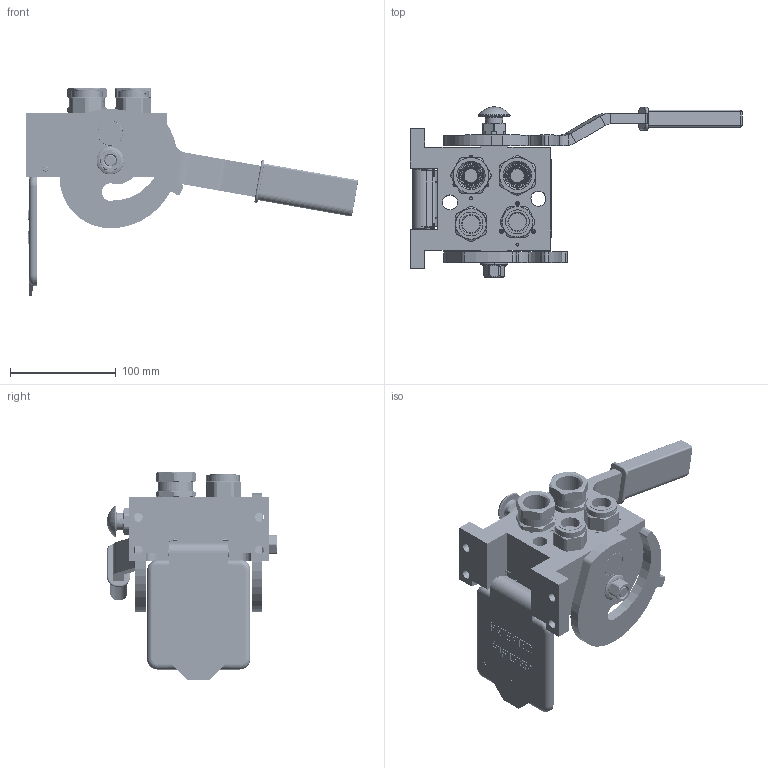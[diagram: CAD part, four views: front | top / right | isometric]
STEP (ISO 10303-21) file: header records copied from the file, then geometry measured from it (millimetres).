
FILE_DESCRIPTION (( 'STEP AP214' ), '1' );
FILE_NAME ('FASTER.step', '2026-02-24T09:30:14', ( '' ), ( '' ), 'SwSTEP 2.0', 'SolidWorks 2017', '' );
FILE_SCHEMA (( 'AUTOMOTIVE_DESIGN' ));
Length unit declared in the file: millimetre
Products named in the file (34): A_2ffnb12_gas_f; P508FA; 4830_024_4006_000; P508_F_A_BASE; 2ffnb12_gas_f; 4820_001_0004_000; 4810_001_0001_014; 4830_022_0000_011; 4830_001_0005_300; 4830_024_4006_000_ASM; 1540_080_0012_000; 4830_025_2000_000; et011; sicura_p5; 2ffnb12-34g_f; 0048_042_0412_000; 4340_014_0000_000; 4830_024_0001_012; 4830_001_0005_301; 4830_020_0000_024; or1_5x7_m; curs_molla_12; 4830_025_0000_001; 4830_070_0000_001; FASTER; 4830_024_4004_020; 4850_024_0000_013; 4142_072_1000_300; 4830_025_1000_000; 4850_024_6001_021; A_2ffnb12-34g_f; 4830_024_4006_010
Assembly tree (36 placements, depth 4):
  FASTER
    P508_F_A_BASE
      P508FA
        4830_020_0000_024
        4820_001_0004_000
        4810_001_0001_014
        4830_001_0005_300
        4830_001_0005_301
    A_2ffnb12-34g_f  x2
      curs_molla_12
        4340_014_0000_000
        4142_072_1000_300
      2ffnb12-34g_f
        2ffnb12-34g_f
    A_2ffnb12_gas_f  x2
      curs_molla_12
        4340_014_0000_000
        4142_072_1000_300
      2ffnb12_gas_f
        2ffnb12_gas_f
    4830_024_4006_000
      4830_024_4006_000_ASM
        4830_024_4006_010
        4850_024_6001_021
      sicura_p5
        4830_025_0000_001
        or1_5x7_m
        0048_042_0412_000
      4830_025_2000_000
      4830_025_1000_000
      4830_024_4004_020
      4830_022_0000_011
      4830_070_0000_001
      1540_080_0012_000
      4830_024_0001_012
      4850_024_0000_013
    et011
Bounding box: 314.67 x 161.23 x 197.3 mm (x, y, z)
Volume: 109353.5 mm3; surface area: 304811.6 mm2
Topology: 21 solids, 62 shells, 3876 faces, 10187 edges, 6502 vertices
Faces by surface type: plane 2083, cylinder 776, cone 423, bspline 287, torus 242, sphere 65
Entity records: 136588 total; most frequent: CARTESIAN_POINT 51631, ORIENTED_EDGE 16688, DIRECTION 15386, EDGE_CURVE 8497, LINE 5700, VECTOR 5700, VERTEX_POINT 5455, AXIS2_PLACEMENT_3D 4843
